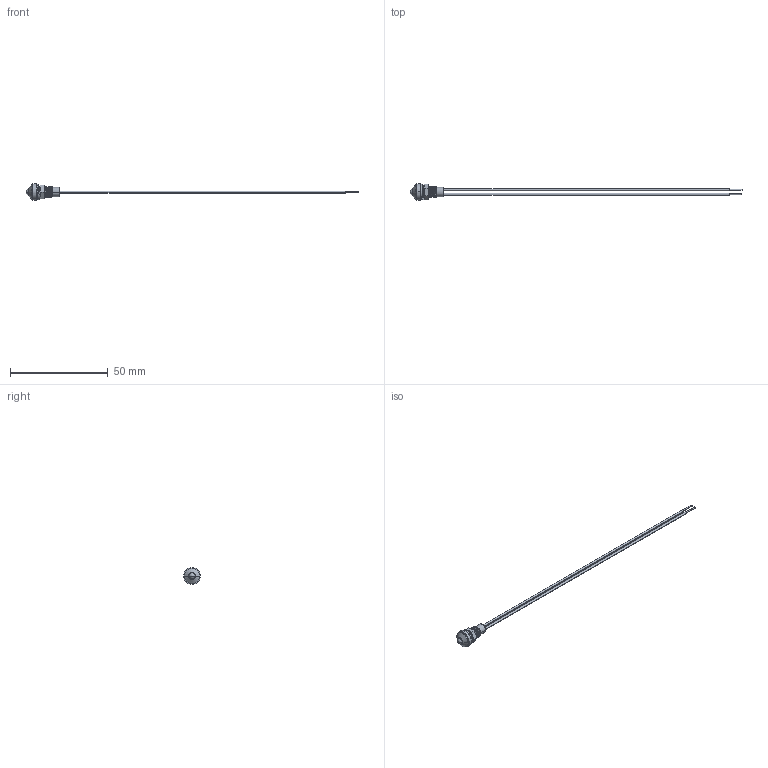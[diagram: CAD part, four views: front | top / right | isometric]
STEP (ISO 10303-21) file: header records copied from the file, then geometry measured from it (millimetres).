
FILE_DESCRIPTION (( 'STEP AP214' ), '1' );
FILE_NAME ('CDLB-1.STEP', '2019-04-30T18:19:22', ( 'user' ), ( 'Microsoft' ), 'SwSTEP 2.0', 'SolidWorks 2018', '' );
FILE_SCHEMA (( 'AUTOMOTIVE_DESIGN' ));
Length unit declared in the file: foot
Products named in the file (7): 21325- 24AWG WIRES; 21368-INCLUDED HEX NUT; 21087-3MM LED_SHORT BOTH; 21368-INCLUDED WASHER; 21365-002_GASKET; 21368-CD HOUSING_21368-002[LONG BODY]; CDLB-1
Assembly tree (7 placements, depth 2):
  CDLB-1
    21368-CD HOUSING_21368-002[LONG BODY]
    21365-002_GASKET
    21368-INCLUDED WASHER
    21087-3MM LED_SHORT BOTH
    21368-INCLUDED HEX NUT
    21325- 24AWG WIRES  x2
Bounding box: 169.72 x 8.64 x 8.64 mm (x, y, z)
Volume: 644.3 mm3; surface area: 2248.8 mm2
Topology: 7 solids, 7 shells, 139 faces, 347 edges, 228 vertices
Faces by surface type: cylinder 82, plane 44, bspline 6, cone 5, sphere 2
Entity records: 5816 total; most frequent: CARTESIAN_POINT 2385, ORIENTED_EDGE 654, DIRECTION 546, EDGE_CURVE 327, VERTEX_POINT 216, AXIS2_PLACEMENT_3D 195, LINE 156, VECTOR 156
